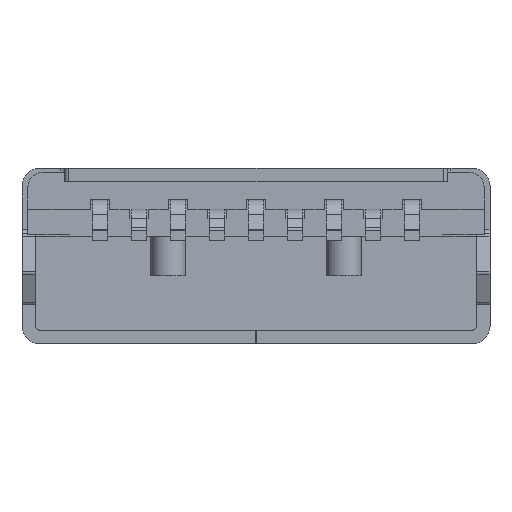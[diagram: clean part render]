
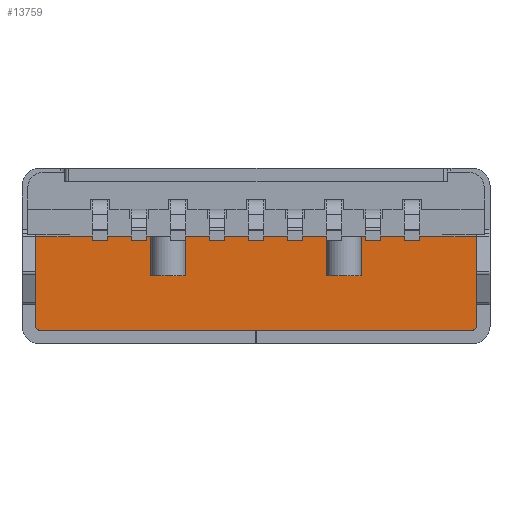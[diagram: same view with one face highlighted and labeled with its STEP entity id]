
A CAD part, left-side view. The second image highlights one B-rep face of the part: STEP entity #13759.
In plain terms, the highlighted planar face has unit normal (-1, 0, 0).
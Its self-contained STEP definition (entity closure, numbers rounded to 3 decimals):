
#2521 = VERTEX_POINT('',#2522);
#2522 = CARTESIAN_POINT('',(4.075,0.01,-2.3));
#2949 = VERTEX_POINT('',#2950);
#2950 = CARTESIAN_POINT('',(4.075,-0.01,-2.3));
#6332 = VERTEX_POINT('',#6333);
#6333 = CARTESIAN_POINT('',(4.075,5.55,-2.3));
#6339 = EDGE_CURVE('',#2521,#6332,#6340,.T.);
#6340 = LINE('',#6341,#6342);
#6341 = CARTESIAN_POINT('',(4.075,-5.65,-2.3));
#6342 = VECTOR('',#6343,1.);
#6343 = DIRECTION('',(0.,1.,0.));
#6357 = EDGE_CURVE('',#2949,#2521,#6358,.T.);
#6358 = LINE('',#6359,#6360);
#6359 = CARTESIAN_POINT('',(4.075,-5.65,-2.3));
#6360 = VECTOR('',#6361,1.);
#6361 = DIRECTION('',(0.,1.,0.));
#7202 = EDGE_CURVE('',#7203,#2949,#7205,.T.);
#7203 = VERTEX_POINT('',#7204);
#7204 = CARTESIAN_POINT('',(4.075,-5.55,-2.3));
#7205 = LINE('',#7206,#7207);
#7206 = CARTESIAN_POINT('',(4.075,-5.65,-2.3));
#7207 = VECTOR('',#7208,1.);
#7208 = DIRECTION('',(0.,1.,0.));
#9273 = VERTEX_POINT('',#9274);
#9274 = CARTESIAN_POINT('',(4.075,-5.65,0.1));
#9326 = VERTEX_POINT('',#9327);
#9327 = CARTESIAN_POINT('',(4.075,5.65,0.1));
#9333 = EDGE_CURVE('',#9273,#9326,#9334,.T.);
#9334 = LINE('',#9335,#9336);
#9335 = CARTESIAN_POINT('',(4.075,-5.65,0.1));
#9336 = VECTOR('',#9337,1.);
#9337 = DIRECTION('',(0.,1.,0.));
#13651 = VERTEX_POINT('',#13652);
#13652 = CARTESIAN_POINT('',(4.075,-5.65,-2.2));
#13658 = EDGE_CURVE('',#13651,#9273,#13659,.T.);
#13659 = LINE('',#13660,#13661);
#13660 = CARTESIAN_POINT('',(4.075,-5.65,-2.3));
#13661 = VECTOR('',#13662,1.);
#13662 = DIRECTION('',(0.,0.,1.));
#13673 = EDGE_CURVE('',#13651,#7203,#13674,.T.);
#13674 = CIRCLE('',#13675,0.1);
#13675 = AXIS2_PLACEMENT_3D('',#13676,#13677,#13678);
#13676 = CARTESIAN_POINT('',(4.075,-5.55,-2.2));
#13677 = DIRECTION('',(1.,0.,0.));
#13678 = DIRECTION('',(0.,0.,1.));
#13722 = VERTEX_POINT('',#13723);
#13723 = CARTESIAN_POINT('',(4.075,5.65,-2.2));
#13729 = EDGE_CURVE('',#6332,#13722,#13730,.T.);
#13730 = CIRCLE('',#13731,0.1);
#13731 = AXIS2_PLACEMENT_3D('',#13732,#13733,#13734);
#13732 = CARTESIAN_POINT('',(4.075,5.55,-2.2));
#13733 = DIRECTION('',(1.,0.,0.));
#13734 = DIRECTION('',(0.,0.,1.));
#13748 = EDGE_CURVE('',#13722,#9326,#13749,.T.);
#13749 = LINE('',#13750,#13751);
#13750 = CARTESIAN_POINT('',(4.075,5.65,-2.3));
#13751 = VECTOR('',#13752,1.);
#13752 = DIRECTION('',(0.,0.,1.));
#13759 = ADVANCED_FACE('',(#13760),#13770,.T.);
#13760 = FACE_BOUND('',#13761,.T.);
#13761 = EDGE_LOOP('',(#13762,#13763,#13764,#13765,#13766,#13767,#13768,
    #13769));
#13762 = ORIENTED_EDGE('',*,*,#13748,.F.);
#13763 = ORIENTED_EDGE('',*,*,#13729,.F.);
#13764 = ORIENTED_EDGE('',*,*,#6339,.F.);
#13765 = ORIENTED_EDGE('',*,*,#6357,.F.);
#13766 = ORIENTED_EDGE('',*,*,#7202,.F.);
#13767 = ORIENTED_EDGE('',*,*,#13673,.F.);
#13768 = ORIENTED_EDGE('',*,*,#13658,.T.);
#13769 = ORIENTED_EDGE('',*,*,#9333,.T.);
#13770 = PLANE('',#13771);
#13771 = AXIS2_PLACEMENT_3D('',#13772,#13773,#13774);
#13772 = CARTESIAN_POINT('',(4.075,-5.65,-2.3));
#13773 = DIRECTION('',(-1.,0.,0.));
#13774 = DIRECTION('',(0.,0.,1.));
